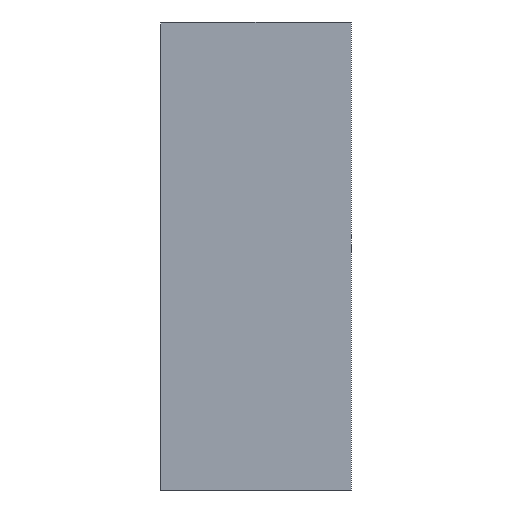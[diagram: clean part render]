
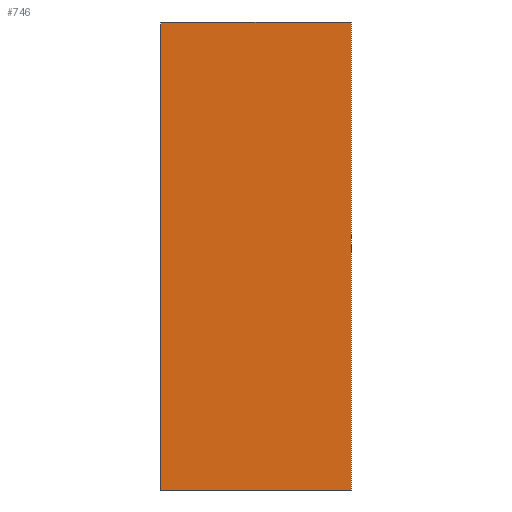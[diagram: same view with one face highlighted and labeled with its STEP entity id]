
A CAD part, left-side view. The second image highlights one B-rep face of the part: STEP entity #746.
In plain terms, the highlighted planar face has unit normal (-1, 0, 0).
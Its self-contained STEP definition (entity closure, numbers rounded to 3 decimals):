
#21 = VERTEX_POINT ( 'NONE', #136 ) ;
#49 = EDGE_LOOP ( 'NONE', ( #766, #855, #1187, #1300 ) ) ;
#71 = DIRECTION ( 'NONE',  ( 1., 0., 0. ) ) ;
#136 = CARTESIAN_POINT ( 'NONE',  ( -1.55, 0.65, 0.8 ) ) ;
#164 = AXIS2_PLACEMENT_3D ( 'NONE', #1122, #71, #508 ) ;
#174 = CARTESIAN_POINT ( 'NONE',  ( -1.55, 0., -0.8 ) ) ;
#203 = EDGE_CURVE ( 'NONE', #21, #926, #248, .T. ) ;
#205 = LINE ( 'NONE', #643, #668 ) ;
#248 = LINE ( 'NONE', #1272, #274 ) ;
#274 = VECTOR ( 'NONE', #1044, 1000. ) ;
#461 = EDGE_CURVE ( 'NONE', #1402, #1208, #882, .T. ) ;
#508 = DIRECTION ( 'NONE',  ( 0., 0., -1. ) ) ;
#589 = CARTESIAN_POINT ( 'NONE',  ( -1.55, 0.65, -0.8 ) ) ;
#643 = CARTESIAN_POINT ( 'NONE',  ( -1.55, 0.65, 0.8 ) ) ;
#668 = VECTOR ( 'NONE', #1083, 1000. ) ;
#746 = ADVANCED_FACE ( 'NONE', ( #1055 ), #1031, .F. ) ;
#766 = ORIENTED_EDGE ( 'NONE', *, *, #461, .T. ) ;
#815 = EDGE_CURVE ( 'NONE', #926, #1208, #1079, .T. ) ;
#855 = ORIENTED_EDGE ( 'NONE', *, *, #815, .F. ) ;
#882 = LINE ( 'NONE', #1355, #1405 ) ;
#926 = VERTEX_POINT ( 'NONE', #1365 ) ;
#934 = DIRECTION ( 'NONE',  ( 0., 0., -1. ) ) ;
#940 = DIRECTION ( 'NONE',  ( 0., -1., 0. ) ) ;
#1031 = PLANE ( 'NONE',  #164 ) ;
#1044 = DIRECTION ( 'NONE',  ( 0., -1., 0. ) ) ;
#1055 = FACE_OUTER_BOUND ( 'NONE', #49, .T. ) ;
#1076 = VECTOR ( 'NONE', #934, 1000. ) ;
#1079 = LINE ( 'NONE', #1169, #1076 ) ;
#1083 = DIRECTION ( 'NONE',  ( 0., 0., -1. ) ) ;
#1122 = CARTESIAN_POINT ( 'NONE',  ( -1.55, 0., 0.8 ) ) ;
#1169 = CARTESIAN_POINT ( 'NONE',  ( -1.55, 0., 0.8 ) ) ;
#1187 = ORIENTED_EDGE ( 'NONE', *, *, #203, .F. ) ;
#1194 = EDGE_CURVE ( 'NONE', #21, #1402, #205, .T. ) ;
#1208 = VERTEX_POINT ( 'NONE', #174 ) ;
#1272 = CARTESIAN_POINT ( 'NONE',  ( -1.55, 0., 0.8 ) ) ;
#1300 = ORIENTED_EDGE ( 'NONE', *, *, #1194, .T. ) ;
#1355 = CARTESIAN_POINT ( 'NONE',  ( -1.55, 0., -0.8 ) ) ;
#1365 = CARTESIAN_POINT ( 'NONE',  ( -1.55, 0., 0.8 ) ) ;
#1402 = VERTEX_POINT ( 'NONE', #589 ) ;
#1405 = VECTOR ( 'NONE', #940, 1000. ) ;
